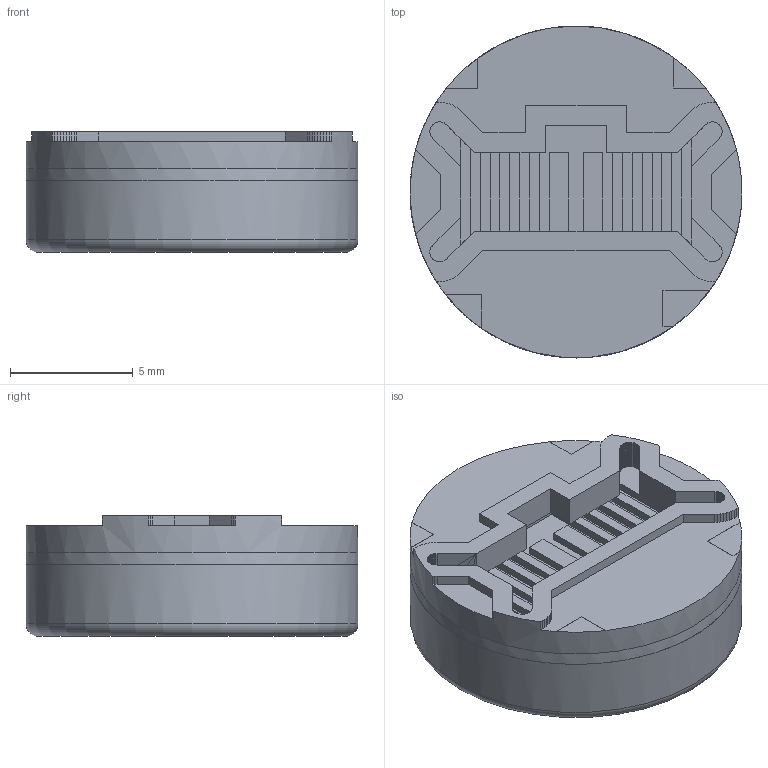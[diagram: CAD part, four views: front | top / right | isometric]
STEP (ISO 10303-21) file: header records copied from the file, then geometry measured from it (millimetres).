
FILE_DESCRIPTION(('FreeCAD Model'),'2;1');
FILE_NAME('Open CASCADE Shape Model','2024-07-05T11:02:40',(''),(''), 'Open CASCADE STEP processor 7.6','FreeCAD','Unknown');
FILE_SCHEMA(('AUTOMOTIVE_DESIGN { 1 0 10303 214 1 1 1 1 }'));
Length unit declared in the file: millimetre
Products named in the file (1): 14mm-4-75mm
Bounding box: 13.5 x 13.5 x 4.91 mm (x, y, z)
Volume: 618.2 mm3; surface area: 569.8 mm2
Topology: 1 solids, 1 shells, 307 faces, 1451 edges, 1147 vertices
Faces by surface type: plane 303, cylinder 3, torus 1
Full cylindrical faces by diameter (mm): 13.5 x3
Entity records: 15565 total; most frequent: CARTESIAN_POINT 2906, ORIENTED_EDGE 2902, DIRECTION 2693, EDGE_CURVE 1451, VERTEX_POINT 1147, AXIS2_PLACEMENT_3D 934, LINE 825, VECTOR 825
